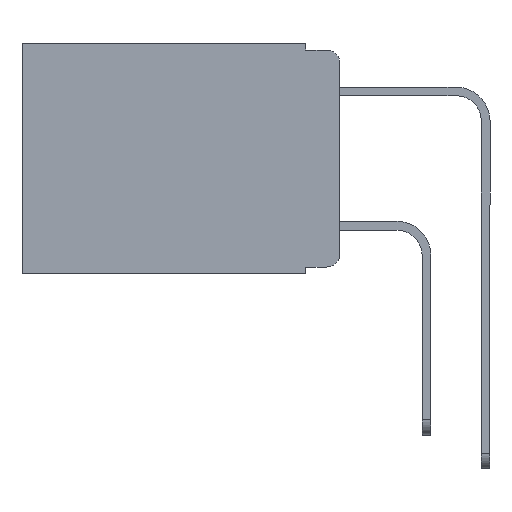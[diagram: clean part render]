
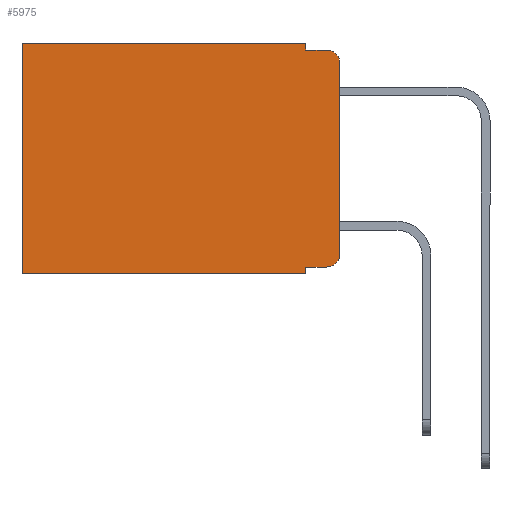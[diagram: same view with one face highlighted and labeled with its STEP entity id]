
A CAD part, left-side view. The second image highlights one B-rep face of the part: STEP entity #5975.
In plain terms, the highlighted planar face has unit normal (-1, 0, 0).
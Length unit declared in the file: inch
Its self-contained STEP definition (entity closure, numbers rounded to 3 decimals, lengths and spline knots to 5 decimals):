
#160 = EDGE_CURVE ( 'NONE', #4423, #13963, #10896, .T. ) ;
#272 = VERTEX_POINT ( 'NONE', #7276 ) ;
#507 = CARTESIAN_POINT ( 'NONE',  ( 0.298, 0., 0. ) ) ;
#1013 = EDGE_CURVE ( 'NONE', #11698, #9038, #2925, .T. ) ;
#1107 = AXIS2_PLACEMENT_3D ( 'NONE', #11430, #1389, #9386 ) ;
#1367 = DIRECTION ( 'NONE',  ( 0., 0., -1. ) ) ;
#1389 = DIRECTION ( 'NONE',  ( 1., 0., 0. ) ) ;
#1543 = DIRECTION ( 'NONE',  ( -1., 0., 0. ) ) ;
#1744 = DIRECTION ( 'NONE',  ( 0., 0., -1. ) ) ;
#1977 = VECTOR ( 'NONE', #1995, 39.37008 ) ;
#1995 = DIRECTION ( 'NONE',  ( 0., 0., -1. ) ) ;
#2007 = CARTESIAN_POINT ( 'NONE',  ( 0.298, 0.473, 0. ) ) ;
#2068 = CARTESIAN_POINT ( 'NONE',  ( 0.298, 0.02, -0.313 ) ) ;
#2072 = ORIENTED_EDGE ( 'NONE', *, *, #2666, .T. ) ;
#2185 = CARTESIAN_POINT ( 'NONE',  ( 0.298, 0.02, -0.333 ) ) ;
#2385 = VECTOR ( 'NONE', #4426, 39.37008 ) ;
#2666 = EDGE_CURVE ( 'NONE', #11698, #7707, #9836, .T. ) ;
#2707 = DIRECTION ( 'NONE',  ( 0., 1., 0. ) ) ;
#2762 = CARTESIAN_POINT ( 'NONE',  ( 0.298, 0.051, -0.333 ) ) ;
#2925 = LINE ( 'NONE', #8414, #5607 ) ;
#3077 = ORIENTED_EDGE ( 'NONE', *, *, #7122, .F. ) ;
#3525 = EDGE_CURVE ( 'NONE', #7707, #9639, #8316, .T. ) ;
#3622 = ORIENTED_EDGE ( 'NONE', *, *, #13119, .F. ) ;
#3658 = ORIENTED_EDGE ( 'NONE', *, *, #12439, .T. ) ;
#3757 = AXIS2_PLACEMENT_3D ( 'NONE', #4458, #11979, #5551 ) ;
#3977 = LINE ( 'NONE', #4078, #6563 ) ;
#4078 = CARTESIAN_POINT ( 'NONE',  ( 0.298, 0., 0. ) ) ;
#4252 = DIRECTION ( 'NONE',  ( 0., -1., 0. ) ) ;
#4423 = VERTEX_POINT ( 'NONE', #2007 ) ;
#4426 = DIRECTION ( 'NONE',  ( 0., 0., -1. ) ) ;
#4458 = CARTESIAN_POINT ( 'NONE',  ( 0.298, 0.02, -0.03 ) ) ;
#4558 = EDGE_CURVE ( 'NONE', #7072, #4423, #3977, .T. ) ;
#4722 = DIRECTION ( 'NONE',  ( 0., 1., 0. ) ) ;
#4781 = ORIENTED_EDGE ( 'NONE', *, *, #13048, .F. ) ;
#4931 = PLANE ( 'NONE',  #1107 ) ;
#5124 = FACE_OUTER_BOUND ( 'NONE', #11609, .T. ) ;
#5513 = DIRECTION ( 'NONE',  ( 0., -1., 0. ) ) ;
#5551 = DIRECTION ( 'NONE',  ( 0., 0., -1. ) ) ;
#5607 = VECTOR ( 'NONE', #11076, 39.37008 ) ;
#5918 = ORIENTED_EDGE ( 'NONE', *, *, #4558, .T. ) ;
#5975 = ADVANCED_FACE ( 'NONE', ( #5124 ), #4931, .F. ) ;
#6309 = ORIENTED_EDGE ( 'NONE', *, *, #3525, .T. ) ;
#6563 = VECTOR ( 'NONE', #2707, 39.37008 ) ;
#6837 = LINE ( 'NONE', #13788, #12155 ) ;
#6922 = CARTESIAN_POINT ( 'NONE',  ( 0.298, 0., -0.343 ) ) ;
#7072 = VERTEX_POINT ( 'NONE', #9091 ) ;
#7122 = EDGE_CURVE ( 'NONE', #9038, #13963, #10381, .T. ) ;
#7276 = CARTESIAN_POINT ( 'NONE',  ( 0.298, 0.051, -0.01 ) ) ;
#7596 = CARTESIAN_POINT ( 'NONE',  ( 0.298, 0.051, -0.333 ) ) ;
#7707 = VERTEX_POINT ( 'NONE', #2185 ) ;
#7897 = VERTEX_POINT ( 'NONE', #10423 ) ;
#8022 = LINE ( 'NONE', #8824, #1977 ) ;
#8316 = CIRCLE ( 'NONE', #13334, 0.02 ) ;
#8414 = CARTESIAN_POINT ( 'NONE',  ( 0.298, 0.051, 0. ) ) ;
#8824 = CARTESIAN_POINT ( 'NONE',  ( 0.298, 0.051, 0. ) ) ;
#9038 = VERTEX_POINT ( 'NONE', #9567 ) ;
#9091 = CARTESIAN_POINT ( 'NONE',  ( 0.298, 0.051, 0. ) ) ;
#9230 = CARTESIAN_POINT ( 'NONE',  ( 0.298, 0.473, 0. ) ) ;
#9386 = DIRECTION ( 'NONE',  ( 0., 0., -1. ) ) ;
#9567 = CARTESIAN_POINT ( 'NONE',  ( 0.298, 0.051, -0.343 ) ) ;
#9639 = VERTEX_POINT ( 'NONE', #12814 ) ;
#9652 = ORIENTED_EDGE ( 'NONE', *, *, #13828, .F. ) ;
#9655 = CARTESIAN_POINT ( 'NONE',  ( 0.298, 0.02, -0.01 ) ) ;
#9836 = LINE ( 'NONE', #2762, #11924 ) ;
#10381 = LINE ( 'NONE', #6922, #12765 ) ;
#10412 = LINE ( 'NONE', #507, #12793 ) ;
#10423 = CARTESIAN_POINT ( 'NONE',  ( 0.298, 0., -0.03 ) ) ;
#10896 = LINE ( 'NONE', #9230, #2385 ) ;
#11076 = DIRECTION ( 'NONE',  ( 0., 0., -1. ) ) ;
#11129 = CARTESIAN_POINT ( 'NONE',  ( 0.298, 0.473, -0.343 ) ) ;
#11430 = CARTESIAN_POINT ( 'NONE',  ( 0.298, 0., 0. ) ) ;
#11490 = CIRCLE ( 'NONE', #3757, 0.02 ) ;
#11573 = VERTEX_POINT ( 'NONE', #9655 ) ;
#11609 = EDGE_LOOP ( 'NONE', ( #4781, #3658, #3622, #9652, #5918, #13782, #3077, #12802, #2072, #6309 ) ) ;
#11698 = VERTEX_POINT ( 'NONE', #7596 ) ;
#11924 = VECTOR ( 'NONE', #5513, 39.37008 ) ;
#11979 = DIRECTION ( 'NONE',  ( -1., 0., 0. ) ) ;
#12155 = VECTOR ( 'NONE', #4252, 39.37008 ) ;
#12439 = EDGE_CURVE ( 'NONE', #7897, #11573, #11490, .T. ) ;
#12765 = VECTOR ( 'NONE', #4722, 39.37008 ) ;
#12793 = VECTOR ( 'NONE', #1744, 39.37008 ) ;
#12802 = ORIENTED_EDGE ( 'NONE', *, *, #1013, .F. ) ;
#12814 = CARTESIAN_POINT ( 'NONE',  ( 0.298, 0., -0.313 ) ) ;
#13048 = EDGE_CURVE ( 'NONE', #7897, #9639, #10412, .T. ) ;
#13119 = EDGE_CURVE ( 'NONE', #272, #11573, #6837, .T. ) ;
#13334 = AXIS2_PLACEMENT_3D ( 'NONE', #2068, #1543, #1367 ) ;
#13782 = ORIENTED_EDGE ( 'NONE', *, *, #160, .T. ) ;
#13788 = CARTESIAN_POINT ( 'NONE',  ( 0.298, 0.051, -0.01 ) ) ;
#13828 = EDGE_CURVE ( 'NONE', #7072, #272, #8022, .T. ) ;
#13963 = VERTEX_POINT ( 'NONE', #11129 ) ;
